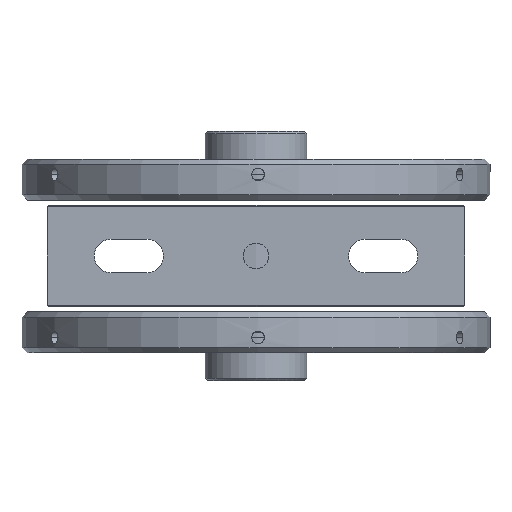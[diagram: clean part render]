
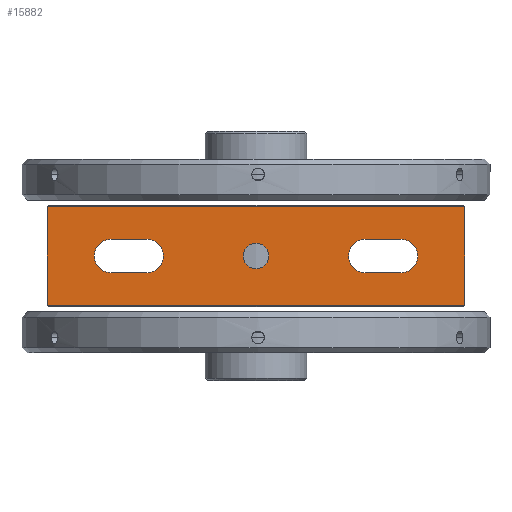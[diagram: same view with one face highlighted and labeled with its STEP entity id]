
A CAD part, front view. The second image highlights one B-rep face of the part: STEP entity #15882.
In plain terms, the highlighted planar face has unit normal (0, -1, 0).
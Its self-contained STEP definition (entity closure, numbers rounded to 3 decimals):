
#92 = DIRECTION ( 'NONE',  ( 0., 0., 1. ) ) ;
#123 = FACE_BOUND ( 'NONE', #1416, .T. ) ;
#456 = DIRECTION ( 'NONE',  ( -1., 0., 0. ) ) ;
#661 = CARTESIAN_POINT ( 'NONE',  ( -22.412, -40.332, 32.36 ) ) ;
#750 = CARTESIAN_POINT ( 'NONE',  ( -91.912, -40.332, 19.36 ) ) ;
#1035 = DIRECTION ( 'NONE',  ( 0., 0., -1. ) ) ;
#1260 = ORIENTED_EDGE ( 'NONE', *, *, #7974, .T. ) ;
#1416 = EDGE_LOOP ( 'NONE', ( #3015, #10020 ) ) ;
#1480 = EDGE_LOOP ( 'NONE', ( #2865, #9231, #1260, #9398 ) ) ;
#1548 = EDGE_CURVE ( 'NONE', #11651, #4107, #9175, .T. ) ;
#1575 = ORIENTED_EDGE ( 'NONE', *, *, #13781, .T. ) ;
#1775 = ORIENTED_EDGE ( 'NONE', *, *, #7029, .T. ) ;
#1805 = CARTESIAN_POINT ( 'NONE',  ( -91.912, -40.332, 39.06 ) ) ;
#1996 = PLANE ( 'NONE',  #5763 ) ;
#2022 = DIRECTION ( 'NONE',  ( 0., 0., 1. ) ) ;
#2111 = VECTOR ( 'NONE', #456, 1000. ) ;
#2136 = CARTESIAN_POINT ( 'NONE',  ( -72.412, -40.332, 32.36 ) ) ;
#2183 = EDGE_LOOP ( 'NONE', ( #1575, #4803, #17011, #13285 ) ) ;
#2299 = EDGE_CURVE ( 'NONE', #15453, #14411, #17117, .T. ) ;
#2812 = DIRECTION ( 'NONE',  ( 0., 0., -1. ) ) ;
#2865 = ORIENTED_EDGE ( 'NONE', *, *, #11981, .F. ) ;
#3015 = ORIENTED_EDGE ( 'NONE', *, *, #13469, .F. ) ;
#3139 = CARTESIAN_POINT ( 'NONE',  ( -29.412, -40.332, 32.36 ) ) ;
#3607 = CIRCLE ( 'NONE', #7502, 3.3 ) ;
#3847 = CIRCLE ( 'NONE', #12979, 3.3 ) ;
#4057 = VECTOR ( 'NONE', #15308, 1000. ) ;
#4107 = VERTEX_POINT ( 'NONE', #2136 ) ;
#4803 = ORIENTED_EDGE ( 'NONE', *, *, #13370, .T. ) ;
#5029 = DIRECTION ( 'NONE',  ( 0., 1., 0. ) ) ;
#5067 = VERTEX_POINT ( 'NONE', #18717 ) ;
#5358 = AXIS2_PLACEMENT_3D ( 'NONE', #17974, #18164, #9144 ) ;
#5409 = CIRCLE ( 'NONE', #5358, 2.5 ) ;
#5763 = AXIS2_PLACEMENT_3D ( 'NONE', #1805, #5029, #12348 ) ;
#5981 = LINE ( 'NONE', #10447, #17779 ) ;
#6356 = LINE ( 'NONE', #661, #7536 ) ;
#6450 = DIRECTION ( 'NONE',  ( 0., 0., -1. ) ) ;
#6618 = CARTESIAN_POINT ( 'NONE',  ( -79.412, -40.332, 32.36 ) ) ;
#7029 = EDGE_CURVE ( 'NONE', #19424, #11651, #3607, .T. ) ;
#7035 = EDGE_LOOP ( 'NONE', ( #14244, #1775, #19608, #18279 ) ) ;
#7079 = LINE ( 'NONE', #11452, #15096 ) ;
#7222 = CARTESIAN_POINT ( 'NONE',  ( -22.412, -40.332, 25.76 ) ) ;
#7230 = LINE ( 'NONE', #8227, #16195 ) ;
#7253 = VERTEX_POINT ( 'NONE', #8559 ) ;
#7502 = AXIS2_PLACEMENT_3D ( 'NONE', #10873, #11123, #2022 ) ;
#7536 = VECTOR ( 'NONE', #12740, 1000. ) ;
#7705 = CARTESIAN_POINT ( 'NONE',  ( -22.412, -40.332, 32.36 ) ) ;
#7974 = EDGE_CURVE ( 'NONE', #5067, #17774, #5981, .T. ) ;
#8227 = CARTESIAN_POINT ( 'NONE',  ( -91.912, -40.332, 19.36 ) ) ;
#8559 = CARTESIAN_POINT ( 'NONE',  ( -9.912, -40.332, 19.36 ) ) ;
#8899 = CARTESIAN_POINT ( 'NONE',  ( -22.412, -40.332, 29.06 ) ) ;
#9144 = DIRECTION ( 'NONE',  ( 0., 0., -1. ) ) ;
#9175 = LINE ( 'NONE', #16539, #10356 ) ;
#9231 = ORIENTED_EDGE ( 'NONE', *, *, #13217, .T. ) ;
#9398 = ORIENTED_EDGE ( 'NONE', *, *, #15752, .T. ) ;
#9547 = DIRECTION ( 'NONE',  ( 1., 0., 0. ) ) ;
#9964 = CARTESIAN_POINT ( 'NONE',  ( -29.412, -40.332, 29.06 ) ) ;
#10020 = ORIENTED_EDGE ( 'NONE', *, *, #2299, .F. ) ;
#10150 = CIRCLE ( 'NONE', #15475, 3.3 ) ;
#10356 = VECTOR ( 'NONE', #10497, 1000. ) ;
#10447 = CARTESIAN_POINT ( 'NONE',  ( -91.912, -40.332, 39.06 ) ) ;
#10497 = DIRECTION ( 'NONE',  ( 1., 0., 0. ) ) ;
#10873 = CARTESIAN_POINT ( 'NONE',  ( -79.412, -40.332, 29.06 ) ) ;
#10910 = CARTESIAN_POINT ( 'NONE',  ( -91.912, -40.332, 38.76 ) ) ;
#10958 = CARTESIAN_POINT ( 'NONE',  ( -22.412, -40.332, 25.76 ) ) ;
#11123 = DIRECTION ( 'NONE',  ( 0., 1., 0. ) ) ;
#11210 = VERTEX_POINT ( 'NONE', #12823 ) ;
#11452 = CARTESIAN_POINT ( 'NONE',  ( -79.412, -40.332, 25.76 ) ) ;
#11591 = VERTEX_POINT ( 'NONE', #13674 ) ;
#11651 = VERTEX_POINT ( 'NONE', #6618 ) ;
#11865 = LINE ( 'NONE', #10958, #4057 ) ;
#11946 = DIRECTION ( 'NONE',  ( 0., 0., -1. ) ) ;
#11969 = CARTESIAN_POINT ( 'NONE',  ( -50.912, -40.332, 26.56 ) ) ;
#11981 = EDGE_CURVE ( 'NONE', #11210, #7253, #17256, .T. ) ;
#12348 = DIRECTION ( 'NONE',  ( 0., 0., 1. ) ) ;
#12615 = CARTESIAN_POINT ( 'NONE',  ( -50.912, -40.332, 29.06 ) ) ;
#12740 = DIRECTION ( 'NONE',  ( 1., 0., 0. ) ) ;
#12823 = CARTESIAN_POINT ( 'NONE',  ( -9.912, -40.332, 38.76 ) ) ;
#12854 = VERTEX_POINT ( 'NONE', #15860 ) ;
#12905 = EDGE_CURVE ( 'NONE', #12854, #19424, #7079, .T. ) ;
#12979 = AXIS2_PLACEMENT_3D ( 'NONE', #9964, #17330, #1035 ) ;
#12985 = VERTEX_POINT ( 'NONE', #7222 ) ;
#13059 = CARTESIAN_POINT ( 'NONE',  ( -50.912, -40.332, 31.56 ) ) ;
#13197 = LINE ( 'NONE', #10910, #2111 ) ;
#13217 = EDGE_CURVE ( 'NONE', #11210, #5067, #13197, .T. ) ;
#13285 = ORIENTED_EDGE ( 'NONE', *, *, #17398, .T. ) ;
#13364 = FACE_BOUND ( 'NONE', #7035, .T. ) ;
#13370 = EDGE_CURVE ( 'NONE', #19141, #12985, #10150, .T. ) ;
#13469 = EDGE_CURVE ( 'NONE', #14411, #15453, #5409, .T. ) ;
#13674 = CARTESIAN_POINT ( 'NONE',  ( -29.412, -40.332, 25.76 ) ) ;
#13781 = EDGE_CURVE ( 'NONE', #14572, #19141, #6356, .T. ) ;
#14244 = ORIENTED_EDGE ( 'NONE', *, *, #12905, .T. ) ;
#14411 = VERTEX_POINT ( 'NONE', #11969 ) ;
#14572 = VERTEX_POINT ( 'NONE', #3139 ) ;
#14632 = AXIS2_PLACEMENT_3D ( 'NONE', #15151, #18178, #92 ) ;
#14775 = CARTESIAN_POINT ( 'NONE',  ( -9.912, -40.332, 39.06 ) ) ;
#14833 = DIRECTION ( 'NONE',  ( 0., 0., -1. ) ) ;
#15096 = VECTOR ( 'NONE', #17640, 1000. ) ;
#15151 = CARTESIAN_POINT ( 'NONE',  ( -72.412, -40.332, 29.06 ) ) ;
#15308 = DIRECTION ( 'NONE',  ( -1., 0., 0. ) ) ;
#15453 = VERTEX_POINT ( 'NONE', #13059 ) ;
#15475 = AXIS2_PLACEMENT_3D ( 'NONE', #8899, #17647, #2812 ) ;
#15724 = FACE_OUTER_BOUND ( 'NONE', #1480, .T. ) ;
#15729 = CARTESIAN_POINT ( 'NONE',  ( -79.412, -40.332, 25.76 ) ) ;
#15752 = EDGE_CURVE ( 'NONE', #17774, #7253, #7230, .T. ) ;
#15860 = CARTESIAN_POINT ( 'NONE',  ( -72.412, -40.332, 25.76 ) ) ;
#15882 = ADVANCED_FACE ( 'NONE', ( #17127, #13364, #123, #15724 ), #1996, .F. ) ;
#16195 = VECTOR ( 'NONE', #9547, 1000. ) ;
#16539 = CARTESIAN_POINT ( 'NONE',  ( -79.412, -40.332, 32.36 ) ) ;
#16800 = VECTOR ( 'NONE', #14833, 1000. ) ;
#17011 = ORIENTED_EDGE ( 'NONE', *, *, #17216, .T. ) ;
#17117 = CIRCLE ( 'NONE', #19310, 2.5 ) ;
#17127 = FACE_BOUND ( 'NONE', #2183, .T. ) ;
#17216 = EDGE_CURVE ( 'NONE', #12985, #11591, #11865, .T. ) ;
#17256 = LINE ( 'NONE', #14775, #16800 ) ;
#17330 = DIRECTION ( 'NONE',  ( 0., 1., 0. ) ) ;
#17398 = EDGE_CURVE ( 'NONE', #11591, #14572, #3847, .T. ) ;
#17585 = EDGE_CURVE ( 'NONE', #4107, #12854, #17984, .T. ) ;
#17640 = DIRECTION ( 'NONE',  ( -1., 0., 0. ) ) ;
#17647 = DIRECTION ( 'NONE',  ( 0., 1., 0. ) ) ;
#17774 = VERTEX_POINT ( 'NONE', #750 ) ;
#17779 = VECTOR ( 'NONE', #11946, 1000. ) ;
#17974 = CARTESIAN_POINT ( 'NONE',  ( -50.912, -40.332, 29.06 ) ) ;
#17984 = CIRCLE ( 'NONE', #14632, 3.3 ) ;
#18164 = DIRECTION ( 'NONE',  ( 0., -1., 0. ) ) ;
#18178 = DIRECTION ( 'NONE',  ( 0., 1., 0. ) ) ;
#18279 = ORIENTED_EDGE ( 'NONE', *, *, #17585, .T. ) ;
#18621 = DIRECTION ( 'NONE',  ( 0., -1., 0. ) ) ;
#18717 = CARTESIAN_POINT ( 'NONE',  ( -91.912, -40.332, 38.76 ) ) ;
#19141 = VERTEX_POINT ( 'NONE', #7705 ) ;
#19310 = AXIS2_PLACEMENT_3D ( 'NONE', #12615, #18621, #6450 ) ;
#19424 = VERTEX_POINT ( 'NONE', #15729 ) ;
#19608 = ORIENTED_EDGE ( 'NONE', *, *, #1548, .T. ) ;
